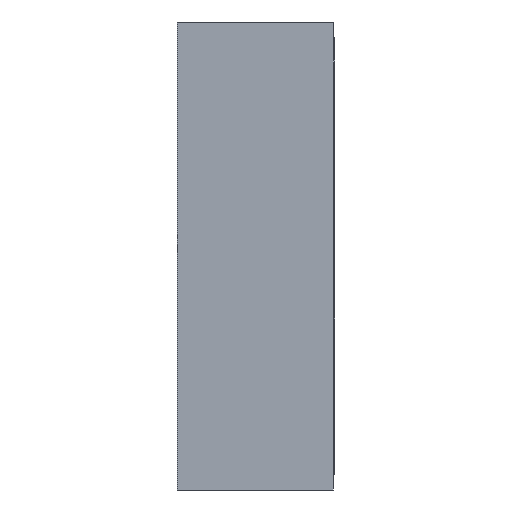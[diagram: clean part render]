
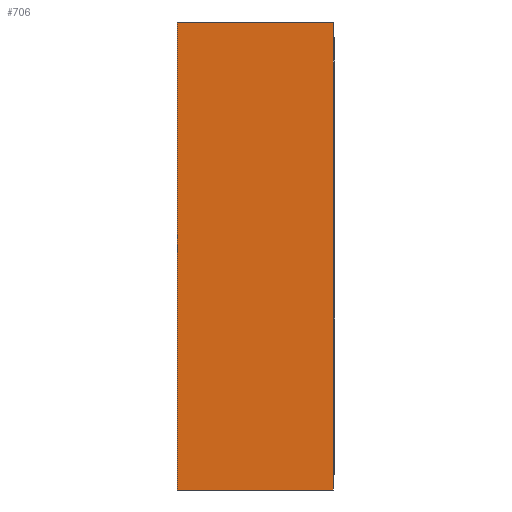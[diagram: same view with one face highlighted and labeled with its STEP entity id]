
A CAD part, left-side view. The second image highlights one B-rep face of the part: STEP entity #706.
In plain terms, the highlighted planar face has unit normal (-1, 0, 0).
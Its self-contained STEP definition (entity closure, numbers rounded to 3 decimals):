
#39 = ORIENTED_EDGE ( 'NONE', *, *, #449, .T. ) ;
#51 = VERTEX_POINT ( 'NONE', #652 ) ;
#179 = CARTESIAN_POINT ( 'NONE',  ( 0., 0.5, 0. ) ) ;
#212 = DIRECTION ( 'NONE',  ( 0., 0., -1. ) ) ;
#233 = LINE ( 'NONE', #909, #612 ) ;
#250 = EDGE_CURVE ( 'NONE', #51, #554, #233, .T. ) ;
#318 = CARTESIAN_POINT ( 'NONE',  ( 0., 1., 0. ) ) ;
#334 = CARTESIAN_POINT ( 'NONE',  ( 0., 1., -1.5 ) ) ;
#385 = ORIENTED_EDGE ( 'NONE', *, *, #250, .T. ) ;
#414 = ORIENTED_EDGE ( 'NONE', *, *, #817, .T. ) ;
#449 = EDGE_CURVE ( 'NONE', #554, #471, #521, .T. ) ;
#471 = VERTEX_POINT ( 'NONE', #318 ) ;
#521 = LINE ( 'NONE', #179, #1027 ) ;
#543 = FACE_OUTER_BOUND ( 'NONE', #1312, .T. ) ;
#554 = VERTEX_POINT ( 'NONE', #951 ) ;
#564 = LINE ( 'NONE', #334, #1199 ) ;
#612 = VECTOR ( 'NONE', #816, 1000. ) ;
#625 = AXIS2_PLACEMENT_3D ( 'NONE', #1230, #895, #1255 ) ;
#652 = CARTESIAN_POINT ( 'NONE',  ( 0., 0., -3. ) ) ;
#695 = LINE ( 'NONE', #1158, #957 ) ;
#706 = ADVANCED_FACE ( 'NONE', ( #543 ), #1110, .T. ) ;
#708 = EDGE_CURVE ( 'NONE', #471, #1135, #564, .T. ) ;
#816 = DIRECTION ( 'NONE',  ( 0., 0., 1. ) ) ;
#817 = EDGE_CURVE ( 'NONE', #1135, #51, #695, .T. ) ;
#895 = DIRECTION ( 'NONE',  ( -1., 0., 0. ) ) ;
#909 = CARTESIAN_POINT ( 'NONE',  ( 0., 0., -1.5 ) ) ;
#936 = DIRECTION ( 'NONE',  ( 0., -1., 0. ) ) ;
#951 = CARTESIAN_POINT ( 'NONE',  ( 0., 0., 0. ) ) ;
#957 = VECTOR ( 'NONE', #936, 1000. ) ;
#1027 = VECTOR ( 'NONE', #1432, 1000. ) ;
#1110 = PLANE ( 'NONE',  #625 ) ;
#1135 = VERTEX_POINT ( 'NONE', #1196 ) ;
#1158 = CARTESIAN_POINT ( 'NONE',  ( 0., 0.5, -3. ) ) ;
#1196 = CARTESIAN_POINT ( 'NONE',  ( 0., 1., -3. ) ) ;
#1199 = VECTOR ( 'NONE', #212, 1000. ) ;
#1230 = CARTESIAN_POINT ( 'NONE',  ( 0., -0.02, -3.06 ) ) ;
#1255 = DIRECTION ( 'NONE',  ( 0., 0., 1. ) ) ;
#1312 = EDGE_LOOP ( 'NONE', ( #1399, #414, #385, #39 ) ) ;
#1399 = ORIENTED_EDGE ( 'NONE', *, *, #708, .T. ) ;
#1432 = DIRECTION ( 'NONE',  ( 0., 1., 0. ) ) ;
